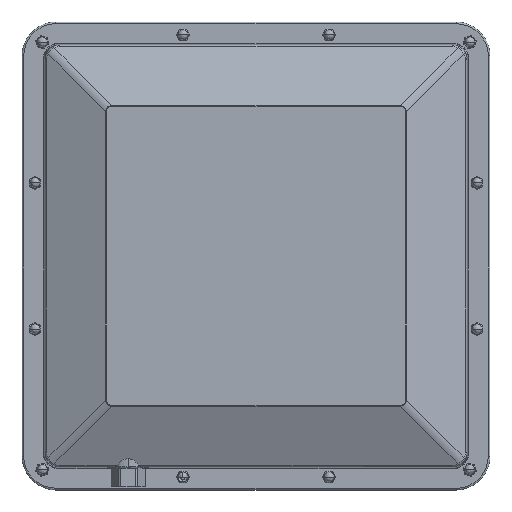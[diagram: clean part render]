
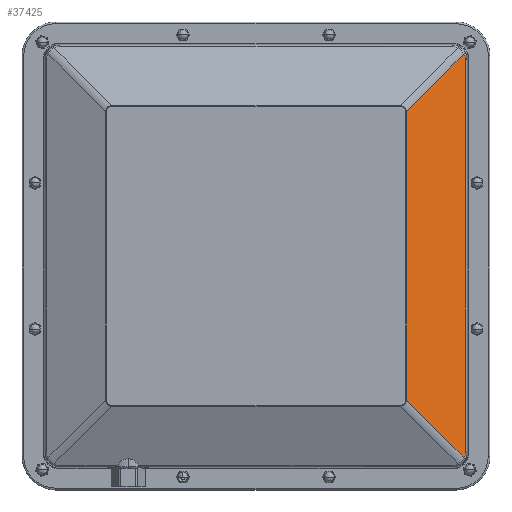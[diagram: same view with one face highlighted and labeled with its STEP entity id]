
A CAD part, top view. The second image highlights one B-rep face of the part: STEP entity #37425.
In plain terms, the highlighted planar face has unit normal (0.41, 0, 0.912).
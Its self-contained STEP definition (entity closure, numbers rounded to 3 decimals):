
#1092 = VERTEX_POINT ( 'NONE', #31337 ) ;
#1347 = ORIENTED_EDGE ( 'NONE', *, *, #23514, .T. ) ;
#1857 = PLANE ( 'NONE',  #28301 ) ;
#3871 = CARTESIAN_POINT ( 'NONE',  ( 114.647, -107.737, 25.319 ) ) ;
#3952 = CARTESIAN_POINT ( 'NONE',  ( 114.268, 109.667, 25.489 ) ) ;
#4231 = CARTESIAN_POINT ( 'NONE',  ( 114.657, 116., 25.314 ) ) ;
#4255 = LINE ( 'NONE', #8232, #21436 ) ;
#4418 = CARTESIAN_POINT ( 'NONE',  ( 82.187, 78.91, 39.895 ) ) ;
#5824 = CARTESIAN_POINT ( 'NONE',  ( 114.657, 107.368, 25.314 ) ) ;
#5967 = EDGE_CURVE ( 'NONE', #33440, #30639, #7219, .T. ) ;
#6017 = ORIENTED_EDGE ( 'NONE', *, *, #26604, .T. ) ;
#6645 = CARTESIAN_POINT ( 'NONE',  ( 114.619, -108.227, 25.331 ) ) ;
#7175 = CARTESIAN_POINT ( 'NONE',  ( 114.654, -107.614, 25.316 ) ) ;
#7219 = LINE ( 'NONE', #4231, #10666 ) ;
#7726 = VERTEX_POINT ( 'NONE', #26180 ) ;
#8232 = CARTESIAN_POINT ( 'NONE',  ( 98.906, -95.628, 32.387 ) ) ;
#8383 = VERTEX_POINT ( 'NONE', #22031 ) ;
#8746 = B_SPLINE_CURVE_WITH_KNOTS ( 'NONE', 3,
 ( #26667, #7175, #32672, #33314 ),
 .UNSPECIFIED., .F., .F.,
 ( 4, 4 ),
 ( 0., 1. ),
 .UNSPECIFIED. ) ;
#9036 = VECTOR ( 'NONE', #16772, 1000. ) ;
#9174 = ORIENTED_EDGE ( 'NONE', *, *, #12514, .T. ) ;
#9667 = CARTESIAN_POINT ( 'NONE',  ( 114.654, 107.614, 25.316 ) ) ;
#10107 = B_SPLINE_CURVE_WITH_KNOTS ( 'NONE', 3,
 ( #11004, #13782, #29867, #3952, #14218, #27279 ),
 .UNSPECIFIED., .F., .F.,
 ( 4, 2, 4 ),
 ( 0., 0.5, 1. ),
 .UNSPECIFIED. ) ;
#10666 = VECTOR ( 'NONE', #29931, 1000. ) ;
#10826 = CARTESIAN_POINT ( 'NONE',  ( 113.843, -110.566, 25.68 ) ) ;
#11004 = CARTESIAN_POINT ( 'NONE',  ( 114.647, 107.737, 25.319 ) ) ;
#11082 = CARTESIAN_POINT ( 'NONE',  ( 113.843, -110.566, 25.68 ) ) ;
#11220 = CARTESIAN_POINT ( 'NONE',  ( 82.187, 116., 39.895 ) ) ;
#11378 = CARTESIAN_POINT ( 'NONE',  ( 114.657, 107.368, 25.314 ) ) ;
#12514 = EDGE_CURVE ( 'NONE', #8383, #28370, #25953, .T. ) ;
#13030 = VERTEX_POINT ( 'NONE', #10826 ) ;
#13066 = CARTESIAN_POINT ( 'NONE',  ( 114.538, -108.711, 25.368 ) ) ;
#13782 = CARTESIAN_POINT ( 'NONE',  ( 114.619, 108.227, 25.331 ) ) ;
#14111 = EDGE_CURVE ( 'NONE', #13030, #37322, #4255, .T. ) ;
#14218 = CARTESIAN_POINT ( 'NONE',  ( 114.081, 110.126, 25.573 ) ) ;
#14844 = ORIENTED_EDGE ( 'NONE', *, *, #27979, .T. ) ;
#16101 = B_SPLINE_CURVE_WITH_KNOTS ( 'NONE', 3,
 ( #11082, #37427, #39426, #13066, #6645, #3871 ),
 .UNSPECIFIED., .F., .F.,
 ( 4, 2, 4 ),
 ( 0., 0.5, 1. ),
 .UNSPECIFIED. ) ;
#16772 = DIRECTION ( 'NONE',  ( -0.674, -0.674, 0.303 ) ) ;
#18760 = DIRECTION ( 'NONE',  ( 0.41, 0., 0.912 ) ) ;
#19191 = FACE_OUTER_BOUND ( 'NONE', #40314, .T. ) ;
#21095 = DIRECTION ( 'NONE',  ( 0., 1., 0. ) ) ;
#21436 = VECTOR ( 'NONE', #24518, 1000. ) ;
#21976 = CARTESIAN_POINT ( 'NONE',  ( 81.953, 116., 40. ) ) ;
#22031 = CARTESIAN_POINT ( 'NONE',  ( 113.843, 110.566, 25.68 ) ) ;
#23492 = CARTESIAN_POINT ( 'NONE',  ( 114.657, -107.368, 25.314 ) ) ;
#23514 = EDGE_CURVE ( 'NONE', #13030, #1092, #16101, .T. ) ;
#24518 = DIRECTION ( 'NONE',  ( -0.674, 0.674, 0.303 ) ) ;
#25663 = VECTOR ( 'NONE', #21095, 1000. ) ;
#25953 = LINE ( 'NONE', #26601, #9036 ) ;
#26180 = CARTESIAN_POINT ( 'NONE',  ( 114.647, 107.737, 25.319 ) ) ;
#26601 = CARTESIAN_POINT ( 'NONE',  ( 113.843, 110.566, 25.68 ) ) ;
#26604 = EDGE_CURVE ( 'NONE', #1092, #33440, #8746, .T. ) ;
#26667 = CARTESIAN_POINT ( 'NONE',  ( 114.647, -107.737, 25.319 ) ) ;
#27279 = CARTESIAN_POINT ( 'NONE',  ( 113.843, 110.566, 25.68 ) ) ;
#27351 = CARTESIAN_POINT ( 'NONE',  ( 82.187, -78.91, 39.895 ) ) ;
#27979 = EDGE_CURVE ( 'NONE', #30639, #7726, #34706, .T. ) ;
#28301 = AXIS2_PLACEMENT_3D ( 'NONE', #21976, #18760, #35042 ) ;
#28370 = VERTEX_POINT ( 'NONE', #4418 ) ;
#28745 = EDGE_CURVE ( 'NONE', #7726, #8383, #10107, .T. ) ;
#29867 = CARTESIAN_POINT ( 'NONE',  ( 114.538, 108.711, 25.368 ) ) ;
#29931 = DIRECTION ( 'NONE',  ( 0., 1., 0. ) ) ;
#30639 = VERTEX_POINT ( 'NONE', #11378 ) ;
#30922 = LINE ( 'NONE', #11220, #25663 ) ;
#31337 = CARTESIAN_POINT ( 'NONE',  ( 114.647, -107.737, 25.319 ) ) ;
#31723 = CARTESIAN_POINT ( 'NONE',  ( 114.657, 107.491, 25.314 ) ) ;
#32672 = CARTESIAN_POINT ( 'NONE',  ( 114.657, -107.491, 25.314 ) ) ;
#33314 = CARTESIAN_POINT ( 'NONE',  ( 114.657, -107.368, 25.314 ) ) ;
#33440 = VERTEX_POINT ( 'NONE', #23492 ) ;
#34519 = EDGE_CURVE ( 'NONE', #37322, #28370, #30922, .T. ) ;
#34706 = B_SPLINE_CURVE_WITH_KNOTS ( 'NONE', 3,
 ( #5824, #31723, #9667, #38589 ),
 .UNSPECIFIED., .F., .F.,
 ( 4, 4 ),
 ( 0., 1. ),
 .UNSPECIFIED. ) ;
#35042 = DIRECTION ( 'NONE',  ( 0.912, 0., -0.41 ) ) ;
#36379 = ORIENTED_EDGE ( 'NONE', *, *, #14111, .F. ) ;
#37322 = VERTEX_POINT ( 'NONE', #27351 ) ;
#37425 = ADVANCED_FACE ( 'NONE', ( #19191 ), #1857, .T. ) ;
#37427 = CARTESIAN_POINT ( 'NONE',  ( 114.081, -110.126, 25.573 ) ) ;
#38589 = CARTESIAN_POINT ( 'NONE',  ( 114.647, 107.737, 25.319 ) ) ;
#38744 = ORIENTED_EDGE ( 'NONE', *, *, #34519, .F. ) ;
#39426 = CARTESIAN_POINT ( 'NONE',  ( 114.268, -109.667, 25.489 ) ) ;
#40084 = ORIENTED_EDGE ( 'NONE', *, *, #28745, .T. ) ;
#40314 = EDGE_LOOP ( 'NONE', ( #40084, #9174, #38744, #36379, #1347, #6017, #40604, #14844 ) ) ;
#40604 = ORIENTED_EDGE ( 'NONE', *, *, #5967, .T. ) ;
